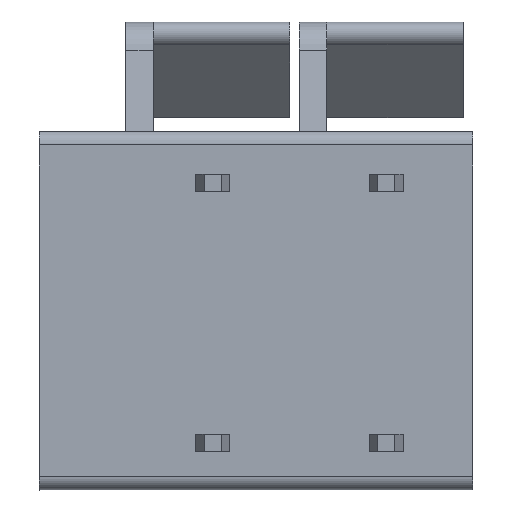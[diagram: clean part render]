
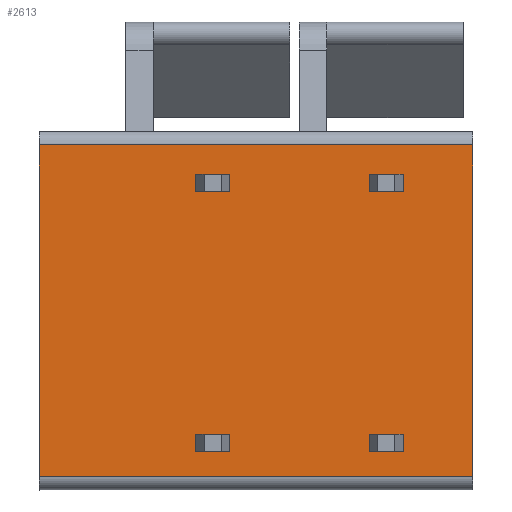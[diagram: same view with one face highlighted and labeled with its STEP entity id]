
A CAD part, left-side view. The second image highlights one B-rep face of the part: STEP entity #2613.
In plain terms, the highlighted planar face has unit normal (-1, 0, 0).
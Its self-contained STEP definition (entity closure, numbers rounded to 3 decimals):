
#629=DIRECTION('',(0.,-1.,0.));
#630=VECTOR('',#629,12.7);
#631=CARTESIAN_POINT('',(0.,2.54,
-10.1));
#632=LINE('',#631,#630);
#645=DIRECTION('',(0.,0.,-1.));
#646=VECTOR('',#645,0.5);
#647=CARTESIAN_POINT('',(0.,-7.12,
-1.25));
#648=LINE('',#647,#646);
#649=DIRECTION('',(0.,-1.,0.));
#650=VECTOR('',#649,1.);
#651=CARTESIAN_POINT('',(0.,-7.12,
-1.75));
#652=LINE('',#651,#650);
#653=DIRECTION('',(0.,0.,1.));
#654=VECTOR('',#653,0.5);
#655=CARTESIAN_POINT('',(0.,-8.12,
-1.75));
#656=LINE('',#655,#654);
#657=DIRECTION('',(0.,1.,0.));
#658=VECTOR('',#657,1.);
#659=CARTESIAN_POINT('',(0.,-8.12,
-1.25));
#660=LINE('',#659,#658);
#661=DIRECTION('',(0.,0.,1.));
#662=VECTOR('',#661,0.5);
#663=CARTESIAN_POINT('',(0.,-8.12,
-9.37));
#664=LINE('',#663,#662);
#665=DIRECTION('',(0.,1.,0.));
#666=VECTOR('',#665,1.);
#667=CARTESIAN_POINT('',(0.,-8.12,
-8.87));
#668=LINE('',#667,#666);
#669=DIRECTION('',(0.,0.,-1.));
#670=VECTOR('',#669,0.5);
#671=CARTESIAN_POINT('',(0.,-7.12,
-8.87));
#672=LINE('',#671,#670);
#673=DIRECTION('',(0.,-1.,0.));
#674=VECTOR('',#673,1.);
#675=CARTESIAN_POINT('',(0.,-7.12,
-9.37));
#676=LINE('',#675,#674);
#677=DIRECTION('',(0.,0.,1.));
#678=VECTOR('',#677,0.5);
#679=CARTESIAN_POINT('',(0.,-3.04,
-9.37));
#680=LINE('',#679,#678);
#681=DIRECTION('',(0.,1.,0.));
#682=VECTOR('',#681,1.);
#683=CARTESIAN_POINT('',(0.,-3.04,
-8.87));
#684=LINE('',#683,#682);
#685=DIRECTION('',(0.,0.,-1.));
#686=VECTOR('',#685,0.5);
#687=CARTESIAN_POINT('',(0.,-2.04,
-8.87));
#688=LINE('',#687,#686);
#689=DIRECTION('',(0.,-1.,0.));
#690=VECTOR('',#689,1.);
#691=CARTESIAN_POINT('',(0.,-2.04,
-9.37));
#692=LINE('',#691,#690);
#693=DIRECTION('',(0.,0.,-1.));
#694=VECTOR('',#693,0.5);
#695=CARTESIAN_POINT('',(0.,-2.04,
-1.25));
#696=LINE('',#695,#694);
#697=DIRECTION('',(0.,-1.,0.));
#698=VECTOR('',#697,1.);
#699=CARTESIAN_POINT('',(0.,-2.04,
-1.75));
#700=LINE('',#699,#698);
#701=DIRECTION('',(0.,0.,1.));
#702=VECTOR('',#701,0.5);
#703=CARTESIAN_POINT('',(0.,-3.04,
-1.75));
#704=LINE('',#703,#702);
#705=DIRECTION('',(0.,1.,0.));
#706=VECTOR('',#705,1.);
#707=CARTESIAN_POINT('',(0.,-3.04,
-1.25));
#708=LINE('',#707,#706);
#709=DIRECTION('',(0.,0.,-1.));
#710=VECTOR('',#709,9.7);
#711=CARTESIAN_POINT('',(0.,-10.16,
-0.4));
#712=LINE('',#711,#710);
#941=DIRECTION('',(0.,1.,0.));
#942=VECTOR('',#941,12.7);
#943=CARTESIAN_POINT('',(0.,-10.16,
-0.4));
#944=LINE('',#943,#942);
#1006=DIRECTION('',(0.,0.,1.));
#1007=VECTOR('',#1006,9.7);
#1008=CARTESIAN_POINT('',(0.,2.54,
-10.1));
#1009=LINE('',#1008,#1007);
#1193=CARTESIAN_POINT('',(0.,-3.04,
-9.37));
#1194=CARTESIAN_POINT('',(0.,-3.04,
-8.87));
#1195=VERTEX_POINT('',#1193);
#1196=VERTEX_POINT('',#1194);
#1197=CARTESIAN_POINT('',(0.,-2.04,
-8.87));
#1198=VERTEX_POINT('',#1197);
#1199=CARTESIAN_POINT('',(0.,-2.04,
-9.37));
#1200=VERTEX_POINT('',#1199);
#1201=CARTESIAN_POINT('',(0.,-2.04,
-1.25));
#1202=CARTESIAN_POINT('',(0.,-2.04,
-1.75));
#1203=VERTEX_POINT('',#1201);
#1204=VERTEX_POINT('',#1202);
#1205=CARTESIAN_POINT('',(0.,-3.04,
-1.75));
#1206=VERTEX_POINT('',#1205);
#1207=CARTESIAN_POINT('',(0.,-3.04,
-1.25));
#1208=VERTEX_POINT('',#1207);
#1329=CARTESIAN_POINT('',(0.,2.54,
-10.1));
#1330=VERTEX_POINT('',#1329);
#1331=CARTESIAN_POINT('',(0.,2.54,
-0.4));
#1332=VERTEX_POINT('',#1331);
#1419=CARTESIAN_POINT('',(0.,-10.16,
-0.4));
#1420=CARTESIAN_POINT('',(0.,-10.16,
-10.1));
#1421=VERTEX_POINT('',#1419);
#1422=VERTEX_POINT('',#1420);
#1423=CARTESIAN_POINT('',(0.,-8.12,
-9.37));
#1424=CARTESIAN_POINT('',(0.,-8.12,
-8.87));
#1425=VERTEX_POINT('',#1423);
#1426=VERTEX_POINT('',#1424);
#1427=CARTESIAN_POINT('',(0.,-7.12,
-8.87));
#1428=VERTEX_POINT('',#1427);
#1429=CARTESIAN_POINT('',(0.,-7.12,
-9.37));
#1430=VERTEX_POINT('',#1429);
#1431=CARTESIAN_POINT('',(0.,-7.12,
-1.25));
#1432=CARTESIAN_POINT('',(0.,-7.12,
-1.75));
#1433=VERTEX_POINT('',#1431);
#1434=VERTEX_POINT('',#1432);
#1435=CARTESIAN_POINT('',(0.,-8.12,
-1.75));
#1436=VERTEX_POINT('',#1435);
#1437=CARTESIAN_POINT('',(0.,-8.12,
-1.25));
#1438=VERTEX_POINT('',#1437);
#2559=CARTESIAN_POINT('',(0.,-1.19,
-5.25));
#2560=DIRECTION('',(1.,0.,0.));
#2561=DIRECTION('',(0.,0.,1.));
#2562=AXIS2_PLACEMENT_3D('',#2559,#2560,#2561);
#2563=PLANE('',#2562);
#2565=ORIENTED_EDGE('',*,*,#2564,.F.);
#2567=ORIENTED_EDGE('',*,*,#2566,.T.);
#2568=ORIENTED_EDGE('',*,*,#2547,.F.);
#2570=ORIENTED_EDGE('',*,*,#2569,.T.);
#2571=EDGE_LOOP('',(#2565,#2567,#2568,#2570));
#2572=FACE_OUTER_BOUND('',#2571,.F.);
#2574=ORIENTED_EDGE('',*,*,#2573,.T.);
#2576=ORIENTED_EDGE('',*,*,#2575,.T.);
#2578=ORIENTED_EDGE('',*,*,#2577,.T.);
#2580=ORIENTED_EDGE('',*,*,#2579,.T.);
#2581=EDGE_LOOP('',(#2574,#2576,#2578,#2580));
#2582=FACE_BOUND('',#2581,.F.);
#2584=ORIENTED_EDGE('',*,*,#2583,.T.);
#2586=ORIENTED_EDGE('',*,*,#2585,.T.);
#2588=ORIENTED_EDGE('',*,*,#2587,.T.);
#2590=ORIENTED_EDGE('',*,*,#2589,.T.);
#2591=EDGE_LOOP('',(#2584,#2586,#2588,#2590));
#2592=FACE_BOUND('',#2591,.F.);
#2594=ORIENTED_EDGE('',*,*,#2593,.T.);
#2596=ORIENTED_EDGE('',*,*,#2595,.T.);
#2598=ORIENTED_EDGE('',*,*,#2597,.T.);
#2600=ORIENTED_EDGE('',*,*,#2599,.T.);
#2601=EDGE_LOOP('',(#2594,#2596,#2598,#2600));
#2602=FACE_BOUND('',#2601,.F.);
#2604=ORIENTED_EDGE('',*,*,#2603,.T.);
#2606=ORIENTED_EDGE('',*,*,#2605,.T.);
#2608=ORIENTED_EDGE('',*,*,#2607,.T.);
#2610=ORIENTED_EDGE('',*,*,#2609,.T.);
#2611=EDGE_LOOP('',(#2604,#2606,#2608,#2610));
#2612=FACE_BOUND('',#2611,.F.);
#2547=EDGE_CURVE('',#1330,#1422,#632,.T.);
#2564=EDGE_CURVE('',#1421,#1332,#944,.T.);
#2566=EDGE_CURVE('',#1421,#1422,#712,.T.);
#2569=EDGE_CURVE('',#1330,#1332,#1009,.T.);
#2573=EDGE_CURVE('',#1425,#1426,#664,.T.);
#2575=EDGE_CURVE('',#1426,#1428,#668,.T.);
#2577=EDGE_CURVE('',#1428,#1430,#672,.T.);
#2579=EDGE_CURVE('',#1430,#1425,#676,.T.);
#2583=EDGE_CURVE('',#1195,#1196,#680,.T.);
#2585=EDGE_CURVE('',#1196,#1198,#684,.T.);
#2587=EDGE_CURVE('',#1198,#1200,#688,.T.);
#2589=EDGE_CURVE('',#1200,#1195,#692,.T.);
#2593=EDGE_CURVE('',#1203,#1204,#696,.T.);
#2595=EDGE_CURVE('',#1204,#1206,#700,.T.);
#2597=EDGE_CURVE('',#1206,#1208,#704,.T.);
#2599=EDGE_CURVE('',#1208,#1203,#708,.T.);
#2603=EDGE_CURVE('',#1433,#1434,#648,.T.);
#2605=EDGE_CURVE('',#1434,#1436,#652,.T.);
#2607=EDGE_CURVE('',#1436,#1438,#656,.T.);
#2609=EDGE_CURVE('',#1438,#1433,#660,.T.);
#2613=ADVANCED_FACE('',(#2572,#2582,#2592,#2602,#2612),#2563,.F.);
